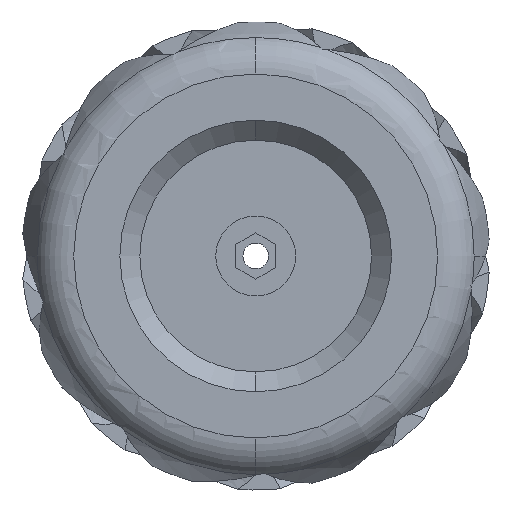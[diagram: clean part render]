
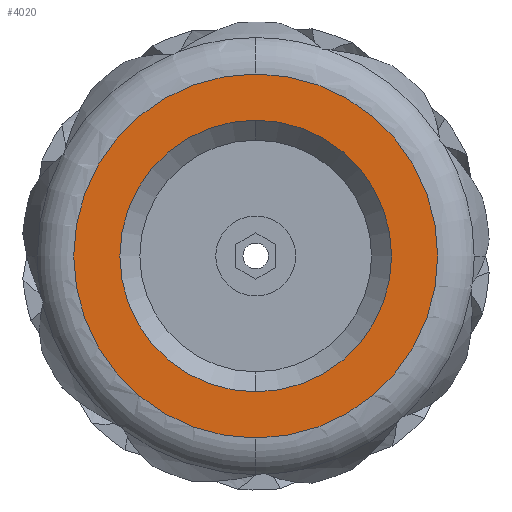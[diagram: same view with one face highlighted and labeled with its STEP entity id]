
A CAD part, left-side view. The second image highlights one B-rep face of the part: STEP entity #4020.
In plain terms, the highlighted planar face has unit normal (-1, 0, 0).
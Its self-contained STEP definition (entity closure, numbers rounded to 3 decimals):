
#9 = CARTESIAN_POINT ( 'NONE',  ( 0., 0., 29.608 ) ) ;
#18 = CIRCLE ( 'NONE', #1251, 29.608 ) ;
#259 = CARTESIAN_POINT ( 'NONE',  ( 0., 0., 22.1 ) ) ;
#304 = AXIS2_PLACEMENT_3D ( 'NONE', #2784, #3349, #4820 ) ;
#673 = VERTEX_POINT ( 'NONE', #259 ) ;
#785 = CARTESIAN_POINT ( 'NONE',  ( 0., 0., 0. ) ) ;
#918 = DIRECTION ( 'NONE',  ( 1., 0., 0. ) ) ;
#1090 = DIRECTION ( 'NONE',  ( 0., 0., -1. ) ) ;
#1179 = VERTEX_POINT ( 'NONE', #6110 ) ;
#1189 = CARTESIAN_POINT ( 'NONE',  ( 0., 0., 0. ) ) ;
#1251 = AXIS2_PLACEMENT_3D ( 'NONE', #785, #4759, #6336 ) ;
#1285 = EDGE_CURVE ( 'NONE', #673, #3714, #5448, .T. ) ;
#1423 = CIRCLE ( 'NONE', #2877, 22.1 ) ;
#1598 = ORIENTED_EDGE ( 'NONE', *, *, #5353, .T. ) ;
#1820 = DIRECTION ( 'NONE',  ( 0., 0., -1. ) ) ;
#1883 = CARTESIAN_POINT ( 'NONE',  ( 0., 0., 0. ) ) ;
#1889 = FACE_BOUND ( 'NONE', #2681, .T. ) ;
#2175 = DIRECTION ( 'NONE',  ( 1., 0., 0. ) ) ;
#2681 = EDGE_LOOP ( 'NONE', ( #3733, #1598 ) ) ;
#2784 = CARTESIAN_POINT ( 'NONE',  ( 0., 0., 0. ) ) ;
#2842 = ORIENTED_EDGE ( 'NONE', *, *, #6353, .T. ) ;
#2877 = AXIS2_PLACEMENT_3D ( 'NONE', #1883, #918, #1820 ) ;
#3349 = DIRECTION ( 'NONE',  ( -1., 0., 0. ) ) ;
#3655 = CARTESIAN_POINT ( 'NONE',  ( 0., 0., -22.1 ) ) ;
#3714 = VERTEX_POINT ( 'NONE', #3655 ) ;
#3733 = ORIENTED_EDGE ( 'NONE', *, *, #1285, .T. ) ;
#3860 = EDGE_CURVE ( 'NONE', #5963, #1179, #6445, .T. ) ;
#4020 = ADVANCED_FACE ( 'NONE', ( #1889, #4662 ), #5667, .F. ) ;
#4085 = DIRECTION ( 'NONE',  ( 0., 0., -1. ) ) ;
#4662 = FACE_OUTER_BOUND ( 'NONE', #5017, .T. ) ;
#4673 = CARTESIAN_POINT ( 'NONE',  ( 0., 0., 0. ) ) ;
#4759 = DIRECTION ( 'NONE',  ( -1., 0., 0. ) ) ;
#4820 = DIRECTION ( 'NONE',  ( 0., 0., -1. ) ) ;
#4841 = ORIENTED_EDGE ( 'NONE', *, *, #3860, .T. ) ;
#5017 = EDGE_LOOP ( 'NONE', ( #2842, #4841 ) ) ;
#5075 = DIRECTION ( 'NONE',  ( 1., 0., 0. ) ) ;
#5353 = EDGE_CURVE ( 'NONE', #3714, #673, #1423, .T. ) ;
#5448 = CIRCLE ( 'NONE', #6395, 22.1 ) ;
#5667 = PLANE ( 'NONE',  #5717 ) ;
#5717 = AXIS2_PLACEMENT_3D ( 'NONE', #1189, #5075, #1090 ) ;
#5963 = VERTEX_POINT ( 'NONE', #9 ) ;
#6110 = CARTESIAN_POINT ( 'NONE',  ( 0., 0., -29.608 ) ) ;
#6336 = DIRECTION ( 'NONE',  ( 0., 0., -1. ) ) ;
#6353 = EDGE_CURVE ( 'NONE', #1179, #5963, #18, .T. ) ;
#6395 = AXIS2_PLACEMENT_3D ( 'NONE', #4673, #2175, #4085 ) ;
#6445 = CIRCLE ( 'NONE', #304, 29.608 ) ;
